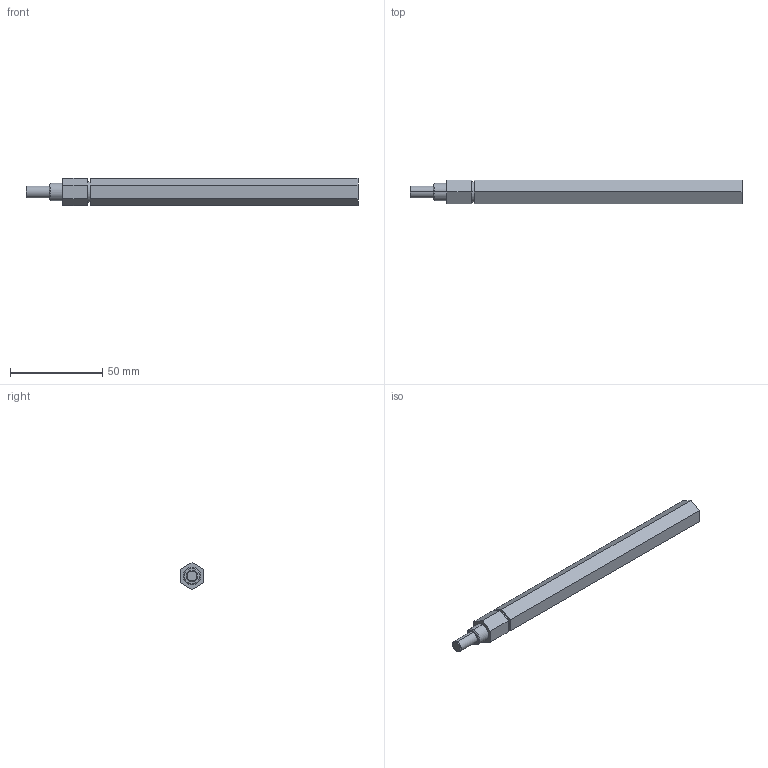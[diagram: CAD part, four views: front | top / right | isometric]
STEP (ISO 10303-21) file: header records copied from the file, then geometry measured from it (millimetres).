
FILE_DESCRIPTION (( 'STEP AP214' ), '1' );
FILE_NAME ('am-0801a Toughbox Long Hex Shaft With Magnet REV3.STEP', '2018-07-23T13:41:26', ( '' ), ( '' ), 'SwSTEP 2.0', 'SolidWorks 2018', '' );
FILE_SCHEMA (( 'AUTOMOTIVE_DESIGN' ));
Length unit declared in the file: inch
Products named in the file (3): 250x1000 dowel; ip-0801a Toughbox Long Hex Output Shaft; am-0801a Toughbox Long Hex Shaft With Magnet REV3
Assembly tree (2 placements, depth 2):
  am-0801a Toughbox Long Hex Shaft With Magnet REV3
    ip-0801a Toughbox Long Hex Output Shaft
    250x1000 dowel
Bounding box: 179.83 x 12.7 x 14.66 mm (x, y, z)
Volume: 22829.9 mm3; surface area: 8673.4 mm2
Topology: 2 solids, 2 shells, 39 faces, 86 edges, 52 vertices
Faces by surface type: plane 19, cylinder 10, cone 6, torus 4
Entity records: 1192 total; most frequent: DIRECTION 200, CARTESIAN_POINT 178, ORIENTED_EDGE 164, EDGE_CURVE 82, AXIS2_PLACEMENT_3D 74, VERTEX_POINT 52, VECTOR 52, LINE 52
